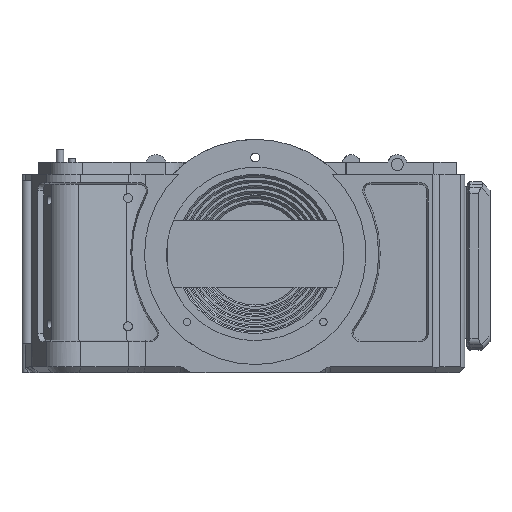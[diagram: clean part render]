
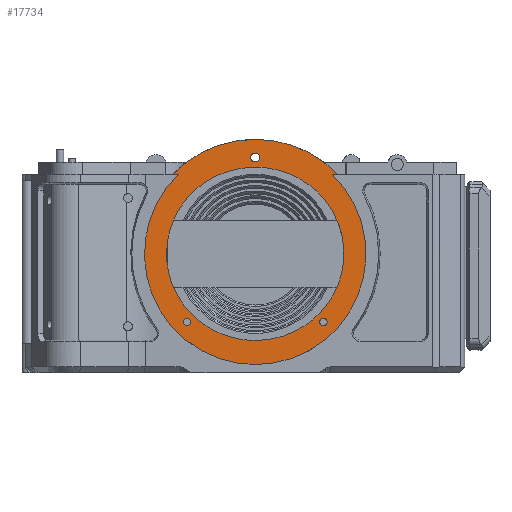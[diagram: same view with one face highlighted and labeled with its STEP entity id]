
A CAD part, top view. The second image highlights one B-rep face of the part: STEP entity #17734.
In plain terms, the highlighted planar face has unit normal (0, 0, 1).
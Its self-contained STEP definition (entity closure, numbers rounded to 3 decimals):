
#170=FACE_BOUND('',#3184,.T.);
#171=FACE_BOUND('',#3185,.T.);
#172=FACE_BOUND('',#3186,.T.);
#173=FACE_BOUND('',#3187,.T.);
#607=CIRCLE('',#18881,39.65);
#608=CIRCLE('',#18882,41.);
#609=CIRCLE('',#18883,1.6);
#610=CIRCLE('',#18884,1.35);
#611=CIRCLE('',#18885,1.35);
#1312=PLANE('',#18880);
#2174=FACE_OUTER_BOUND('',#3183,.T.);
#3183=EDGE_LOOP('',(#15437,#15438,#15439,#15440));
#3184=EDGE_LOOP('',(#15441));
#3185=EDGE_LOOP('',(#15442));
#3186=EDGE_LOOP('',(#15443));
#3187=EDGE_LOOP('',(#15444,#15445));
#4627=LINE('',#31436,#6215);
#4631=LINE('',#31450,#6219);
#6215=VECTOR('',#22123,10.);
#6219=VECTOR('',#22129,10.);
#7083=B_SPLINE_CURVE_WITH_KNOTS('',3,(#31642,#31643,#31644,#31645,#31646,
#31647,#31648,#31649,#31650,#31651),.UNSPECIFIED.,.F.,.F.,(4,1,1,1,1,1,
1,4),(2.774,4.087,5.544,7.002,
8.46,9.918,11.375,12.689),
 .UNSPECIFIED.);
#7084=B_SPLINE_CURVE_WITH_KNOTS('',3,(#31652,#31653,#31654,#31655,#31656,
#31657,#31658,#31659,#31660,#31661),.UNSPECIFIED.,.F.,.F.,(4,1,1,1,1,1,
1,4),(2.774,4.087,5.544,7.002,
8.46,9.918,11.375,12.689),
 .UNSPECIFIED.);
#8416=VERTEX_POINT('',#31433);
#8417=VERTEX_POINT('',#31435);
#8422=VERTEX_POINT('',#31447);
#8423=VERTEX_POINT('',#31449);
#8483=VERTEX_POINT('',#31634);
#8484=VERTEX_POINT('',#31636);
#8485=VERTEX_POINT('',#31638);
#8486=VERTEX_POINT('',#31640);
#8487=VERTEX_POINT('',#31641);
#10806=EDGE_CURVE('',#8416,#8417,#4627,.F.);
#10812=EDGE_CURVE('',#8422,#8423,#4631,.F.);
#10903=EDGE_CURVE('',#8416,#8423,#607,.F.);
#10904=EDGE_CURVE('',#8417,#8422,#608,.T.);
#10905=EDGE_CURVE('',#8483,#8483,#609,.T.);
#10906=EDGE_CURVE('',#8484,#8484,#610,.T.);
#10907=EDGE_CURVE('',#8485,#8485,#611,.T.);
#10908=EDGE_CURVE('',#8486,#8487,#7083,.T.);
#10909=EDGE_CURVE('',#8487,#8486,#7084,.T.);
#15437=ORIENTED_EDGE('',*,*,#10903,.T.);
#15438=ORIENTED_EDGE('',*,*,#10812,.F.);
#15439=ORIENTED_EDGE('',*,*,#10904,.F.);
#15440=ORIENTED_EDGE('',*,*,#10806,.F.);
#15441=ORIENTED_EDGE('',*,*,#10905,.T.);
#15442=ORIENTED_EDGE('',*,*,#10906,.T.);
#15443=ORIENTED_EDGE('',*,*,#10907,.T.);
#15444=ORIENTED_EDGE('',*,*,#10908,.F.);
#15445=ORIENTED_EDGE('',*,*,#10909,.F.);
#17734=ADVANCED_FACE('',(#2174,#170,#171,#172,#173),#1312,.T.);
#18880=AXIS2_PLACEMENT_3D('',#31631,#22288,#22289);
#18881=AXIS2_PLACEMENT_3D('',#31632,#22290,#22291);
#18882=AXIS2_PLACEMENT_3D('',#31633,#22292,#22293);
#18883=AXIS2_PLACEMENT_3D('',#31635,#22294,#22295);
#18884=AXIS2_PLACEMENT_3D('',#31637,#22296,#22297);
#18885=AXIS2_PLACEMENT_3D('',#31639,#22298,#22299);
#22123=DIRECTION('',(1.,0.,0.));
#22129=DIRECTION('',(1.,0.,0.));
#22288=DIRECTION('center_axis',(0.,0.,1.));
#22289=DIRECTION('ref_axis',(1.,0.,0.));
#22290=DIRECTION('center_axis',(0.,0.,-1.));
#22291=DIRECTION('ref_axis',(1.,0.,0.));
#22292=DIRECTION('center_axis',(0.,0.,-1.));
#22293=DIRECTION('ref_axis',(1.,0.,0.));
#22294=DIRECTION('center_axis',(0.,0.,-1.));
#22295=DIRECTION('ref_axis',(1.,0.,0.));
#22296=DIRECTION('center_axis',(0.,0.,-1.));
#22297=DIRECTION('ref_axis',(1.,0.,0.));
#22298=DIRECTION('center_axis',(0.,0.,-1.));
#22299=DIRECTION('ref_axis',(1.,0.,0.));
#31433=CARTESIAN_POINT('',(-27.566,28.5,27.));
#31435=CARTESIAN_POINT('',(-29.475,28.5,27.));
#31436=CARTESIAN_POINT('',(35.,28.5,27.));
#31447=CARTESIAN_POINT('',(29.475,28.5,27.));
#31449=CARTESIAN_POINT('',(27.566,28.5,27.));
#31450=CARTESIAN_POINT('',(35.,28.5,27.));
#31631=CARTESIAN_POINT('Origin',(5.,3.25,27.));
#31632=CARTESIAN_POINT('Origin',(0.,0.,27.));
#31633=CARTESIAN_POINT('Origin',(0.,0.,27.));
#31634=CARTESIAN_POINT('',(-1.6,34.5,27.));
#31635=CARTESIAN_POINT('Origin',(0.,34.5,27.));
#31636=CARTESIAN_POINT('',(-25.745,-24.395,27.));
#31637=CARTESIAN_POINT('Origin',(-24.395,-24.395,27.));
#31638=CARTESIAN_POINT('',(23.045,-24.395,27.));
#31639=CARTESIAN_POINT('Origin',(24.395,-24.395,27.));
#31640=CARTESIAN_POINT('',(0.,31.025,27.));
#31641=CARTESIAN_POINT('',(0.,-31.025,27.));
#31642=CARTESIAN_POINT('Ctrl Pts',(0.,31.025,
27.));
#31643=CARTESIAN_POINT('Ctrl Pts',(-4.47,31.013,27.));
#31644=CARTESIAN_POINT('Ctrl Pts',(-13.817,29.067,27.));
#31645=CARTESIAN_POINT('Ctrl Pts',(-25.373,20.464,27.));
#31646=CARTESIAN_POINT('Ctrl Pts',(-32.004,7.326,27.));
#31647=CARTESIAN_POINT('Ctrl Pts',(-32.004,-7.326,
27.));
#31648=CARTESIAN_POINT('Ctrl Pts',(-25.373,-20.464,27.));
#31649=CARTESIAN_POINT('Ctrl Pts',(-13.818,-29.068,27.));
#31650=CARTESIAN_POINT('Ctrl Pts',(-4.471,-31.013,
27.));
#31651=CARTESIAN_POINT('Ctrl Pts',(0.,-31.025,
27.));
#31652=CARTESIAN_POINT('Ctrl Pts',(0.,-31.025,
27.));
#31653=CARTESIAN_POINT('Ctrl Pts',(4.471,-31.013,27.));
#31654=CARTESIAN_POINT('Ctrl Pts',(13.818,-29.069,27.));
#31655=CARTESIAN_POINT('Ctrl Pts',(25.372,-20.463,27.));
#31656=CARTESIAN_POINT('Ctrl Pts',(32.004,-7.326,27.));
#31657=CARTESIAN_POINT('Ctrl Pts',(32.004,7.326,27.));
#31658=CARTESIAN_POINT('Ctrl Pts',(25.373,20.464,27.));
#31659=CARTESIAN_POINT('Ctrl Pts',(13.818,29.068,27.));
#31660=CARTESIAN_POINT('Ctrl Pts',(4.471,31.013,27.));
#31661=CARTESIAN_POINT('Ctrl Pts',(0.,31.025,27.));
